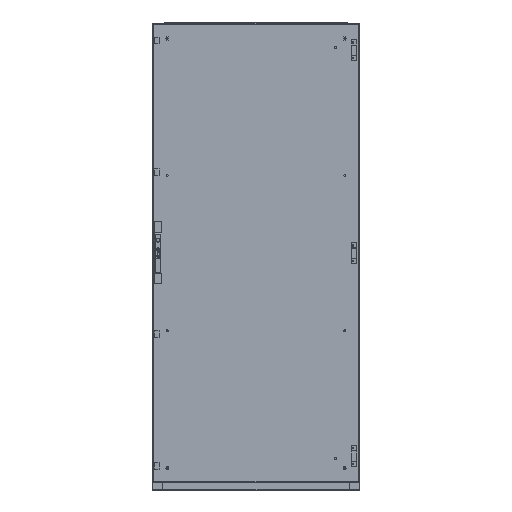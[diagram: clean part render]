
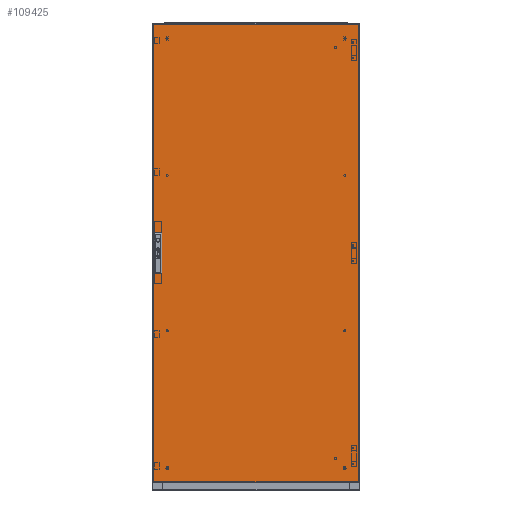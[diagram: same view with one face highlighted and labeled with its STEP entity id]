
A CAD part, top view. The second image highlights one B-rep face of the part: STEP entity #109425.
In plain terms, the highlighted planar face has unit normal (0, 0, 1).
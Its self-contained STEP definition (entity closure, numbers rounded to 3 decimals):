
#493 = DIRECTION ( 'NONE',  ( 0., -1., 0. ) ) ;
#699 = VERTEX_POINT ( 'NONE', #49824 ) ;
#3940 = AXIS2_PLACEMENT_3D ( 'NONE', #76725, #85166, #34726 ) ;
#4469 = CARTESIAN_POINT ( 'NONE',  ( -397., 883.5, 0. ) ) ;
#5624 = VERTEX_POINT ( 'NONE', #4469 ) ;
#6827 = CARTESIAN_POINT ( 'NONE',  ( -393.4, 78.5, 0. ) ) ;
#13187 = ORIENTED_EDGE ( 'NONE', *, *, #108837, .F. ) ;
#16362 = EDGE_LOOP ( 'NONE', ( #50949, #68877, #27067, #13187 ) ) ;
#17654 = CARTESIAN_POINT ( 'NONE',  ( -397., 883.5, 0. ) ) ;
#18101 = CARTESIAN_POINT ( 'NONE',  ( -363., 0., 0. ) ) ;
#18589 = VECTOR ( 'NONE', #94002, 1000. ) ;
#22272 = LINE ( 'NONE', #6827, #109254 ) ;
#22490 = VECTOR ( 'NONE', #44735, 1000. ) ;
#23092 = EDGE_CURVE ( 'NONE', #24357, #45379, #22272, .T. ) ;
#24357 = VERTEX_POINT ( 'NONE', #103762 ) ;
#26201 = PLANE ( 'NONE',  #3940 ) ;
#27067 = ORIENTED_EDGE ( 'NONE', *, *, #79012, .F. ) ;
#28224 = CARTESIAN_POINT ( 'NONE',  ( -397., 883.5, 0. ) ) ;
#28555 = DIRECTION ( 'NONE',  ( 0., 1., 0. ) ) ;
#33564 = VECTOR ( 'NONE', #76686, 1000. ) ;
#34694 = FACE_OUTER_BOUND ( 'NONE', #65500, .T. ) ;
#34726 = DIRECTION ( 'NONE',  ( 1., 0., 0. ) ) ;
#35608 = CARTESIAN_POINT ( 'NONE',  ( 397., 883.5, 0. ) ) ;
#36183 = CARTESIAN_POINT ( 'NONE',  ( -393.4, -78.5, 0. ) ) ;
#37547 = LINE ( 'NONE', #70674, #96714 ) ;
#38218 = ORIENTED_EDGE ( 'NONE', *, *, #96111, .T. ) ;
#40776 = VERTEX_POINT ( 'NONE', #94130 ) ;
#41165 = LINE ( 'NONE', #18101, #18589 ) ;
#43460 = EDGE_CURVE ( 'NONE', #45379, #54281, #41165, .T. ) ;
#44735 = DIRECTION ( 'NONE',  ( 1., 0., 0. ) ) ;
#45066 = LINE ( 'NONE', #36183, #22490 ) ;
#45379 = VERTEX_POINT ( 'NONE', #56210 ) ;
#46433 = LINE ( 'NONE', #78617, #88429 ) ;
#49824 = CARTESIAN_POINT ( 'NONE',  ( 397., -883.5, 0. ) ) ;
#50949 = ORIENTED_EDGE ( 'NONE', *, *, #23092, .T. ) ;
#54281 = VERTEX_POINT ( 'NONE', #75367 ) ;
#54929 = VECTOR ( 'NONE', #493, 1000. ) ;
#56210 = CARTESIAN_POINT ( 'NONE',  ( -363., 78.5, 0. ) ) ;
#58864 = VERTEX_POINT ( 'NONE', #82534 ) ;
#62214 = DIRECTION ( 'NONE',  ( 0., -1., 0. ) ) ;
#64438 = VERTEX_POINT ( 'NONE', #35608 ) ;
#65500 = EDGE_LOOP ( 'NONE', ( #38218, #74339, #72994, #96234 ) ) ;
#68877 = ORIENTED_EDGE ( 'NONE', *, *, #43460, .T. ) ;
#70674 = CARTESIAN_POINT ( 'NONE',  ( 397., 883.5, 0. ) ) ;
#72994 = ORIENTED_EDGE ( 'NONE', *, *, #85136, .T. ) ;
#74339 = ORIENTED_EDGE ( 'NONE', *, *, #84571, .T. ) ;
#75367 = CARTESIAN_POINT ( 'NONE',  ( -363., -78.5, 0. ) ) ;
#76686 = DIRECTION ( 'NONE',  ( -1., 0., 0. ) ) ;
#76725 = CARTESIAN_POINT ( 'NONE',  ( 0., 0., 0. ) ) ;
#77192 = LINE ( 'NONE', #93012, #54929 ) ;
#78462 = EDGE_CURVE ( 'NONE', #58864, #699, #46433, .T. ) ;
#78617 = CARTESIAN_POINT ( 'NONE',  ( -397., -883.5, 0. ) ) ;
#79012 = EDGE_CURVE ( 'NONE', #40776, #54281, #45066, .T. ) ;
#79519 = FACE_BOUND ( 'NONE', #16362, .T. ) ;
#82534 = CARTESIAN_POINT ( 'NONE',  ( -397., -883.5, 0. ) ) ;
#84571 = EDGE_CURVE ( 'NONE', #64438, #5624, #98036, .T. ) ;
#85136 = EDGE_CURVE ( 'NONE', #5624, #58864, #104517, .T. ) ;
#85166 = DIRECTION ( 'NONE',  ( 0., 0., 1. ) ) ;
#87041 = DIRECTION ( 'NONE',  ( 1., 0., 0. ) ) ;
#88429 = VECTOR ( 'NONE', #87041, 1000. ) ;
#93012 = CARTESIAN_POINT ( 'NONE',  ( -393.4, 0., 0. ) ) ;
#94002 = DIRECTION ( 'NONE',  ( 0., -1., 0. ) ) ;
#94130 = CARTESIAN_POINT ( 'NONE',  ( -393.4, -78.5, 0. ) ) ;
#96111 = EDGE_CURVE ( 'NONE', #699, #64438, #37547, .T. ) ;
#96234 = ORIENTED_EDGE ( 'NONE', *, *, #78462, .T. ) ;
#96714 = VECTOR ( 'NONE', #28555, 1000. ) ;
#98036 = LINE ( 'NONE', #17654, #33564 ) ;
#103762 = CARTESIAN_POINT ( 'NONE',  ( -393.4, 78.5, 0. ) ) ;
#104517 = LINE ( 'NONE', #28224, #107190 ) ;
#107190 = VECTOR ( 'NONE', #62214, 1000. ) ;
#107766 = DIRECTION ( 'NONE',  ( 1., 0., 0. ) ) ;
#108837 = EDGE_CURVE ( 'NONE', #24357, #40776, #77192, .T. ) ;
#109254 = VECTOR ( 'NONE', #107766, 1000. ) ;
#109425 = ADVANCED_FACE ( 'NONE', ( #79519, #34694 ), #26201, .T. ) ;
